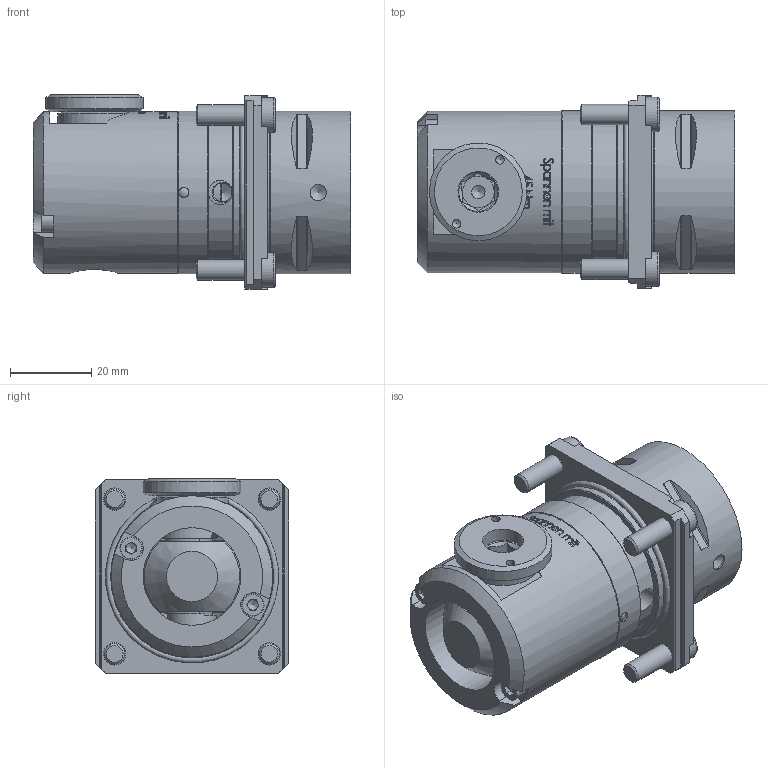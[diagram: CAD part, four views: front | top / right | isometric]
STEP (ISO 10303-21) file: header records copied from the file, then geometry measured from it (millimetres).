
FILE_DESCRIPTION (( 'STEP AP214' ), '1' );
FILE_NAME ('U40.PS4.BER.006.STEP', '2021-05-28T08:01:56', ( '' ), ( '' ), 'SwSTEP 2.0', 'SolidWorks 2017', '' );
FILE_SCHEMA (( 'AUTOMOTIVE_DESIGN' ));
Length unit declared in the file: millimetre
Products named in the file (21): ISO 4762 - M3 x 35-12.9; O-Ring_1.50-AD12.00; U40-PS4.BER.003_A; U40-PS4.023.006_D; DIN 7984 - M5 x 16; U40-PS4.BER.005_A; 786.19115.106.0; U40.PS4.BER.006; 763.18468.001.1; ISO 4026 - M5 x 5; 777.18468.002.1; U40-PS4.BER.036_C; 745.18468.014.0; DIN 3771 - 38x1.5; 986.19115.000.1; DIN 6325_ø2.5x8_2x6; O-Ring_1.50-AD25.00; DIN 3771 - 13x1.5; 765.18468.001.0.02; O-Ring_1.50-AD16.00; PS4-U00.001.000_A
Assembly tree (30 placements, depth 3):
  U40.PS4.BER.006
    U40-PS4.023.006_D
    DIN 7984 - M5 x 16  x4
    986.19115.000.1
      777.18468.002.1  x2
      O-Ring_1.50-AD16.00
      O-Ring_1.50-AD25.00
      765.18468.001.0.02  x6
      745.18468.014.0
      O-Ring_1.50-AD12.00
      786.19115.106.0
      763.18468.001.1
    U40-PS4.BER.036_C
    ISO 4762 - M3 x 35-12.9  x2
    U40-PS4.BER.003_A
    U40-PS4.BER.005_A
    DIN 3771 - 13x1.5
    ISO 4026 - M5 x 5
    DIN 6325_ø2.5x8_2x6
    DIN 3771 - 38x1.5
    PS4-U00.001.000_A
Bounding box: 78 x 47.5 x 47.75 mm (x, y, z)
Volume: 91317.9 mm3; surface area: 45106.3 mm2
Topology: 29 solids, 29 shells, 803 faces, 2181 edges, 1474 vertices
Faces by surface type: plane 300, cone 183, cylinder 180, bspline 94, torus 44, sphere 2
Full cylindrical faces by diameter (mm): 2.1 x2, 2.5 x6, 3 x2, 3.27 x2, 3.3 x6, 4 x1, 4.2 x1, 4.6 x2, 5 x5, 5.5 x6, 6 x1, 6.5 x1, 7.8 x1, 8.5 x4, 9.8 x2, 10 x1, 11.9 x1, 12 x5, 12.5 x1, 13.8 x2, 16 x6, 16.4 x1, 17.7 x1, 18 x2, 20 x1, 22 x1, 22.8 x1, 24 x3, 25 x1, 25.2 x1
Entity records: 23262 total; most frequent: CARTESIAN_POINT 9246, ORIENTED_EDGE 2532, DIRECTION 2405, EDGE_CURVE 1266, AXIS2_PLACEMENT_3D 986, VERTEX_POINT 967, EDGE_LOOP 789, FACE_OUTER_BOUND 646
